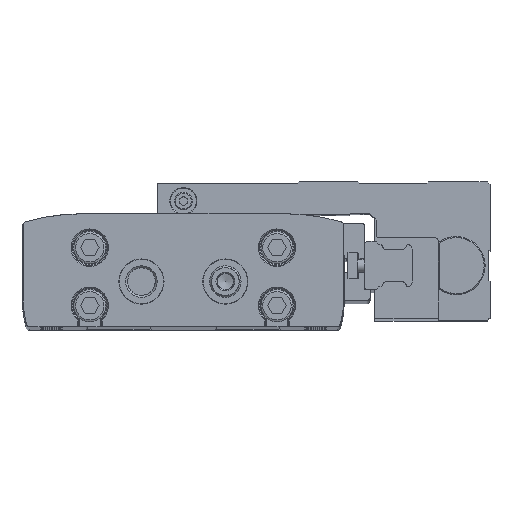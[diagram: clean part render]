
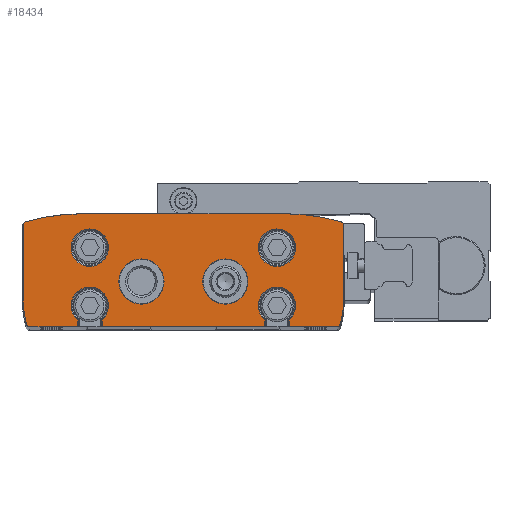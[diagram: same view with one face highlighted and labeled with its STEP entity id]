
A CAD part, top view. The second image highlights one B-rep face of the part: STEP entity #18434.
In plain terms, the highlighted planar face has unit normal (0, 0, 1).
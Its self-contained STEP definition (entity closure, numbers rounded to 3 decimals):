
#833=LINE('',#28039,#2426);
#842=LINE('',#28067,#2435);
#843=LINE('',#28075,#2436);
#852=LINE('',#28103,#2445);
#853=LINE('',#28106,#2446);
#854=LINE('',#28108,#2447);
#855=LINE('',#28114,#2448);
#856=LINE('',#28120,#2449);
#857=LINE('',#28126,#2450);
#858=LINE('',#28132,#2451);
#2426=VECTOR('',#22118,1000.);
#2435=VECTOR('',#22137,1000.);
#2436=VECTOR('',#22140,1000.);
#2445=VECTOR('',#22159,1000.);
#2446=VECTOR('',#22164,1000.);
#2447=VECTOR('',#22167,1000.);
#2448=VECTOR('',#22172,1000.);
#2449=VECTOR('',#22177,1000.);
#2450=VECTOR('',#22182,1000.);
#2451=VECTOR('',#22187,1000.);
#4112=ORIENTED_EDGE('',*,*,#9279,.F.);
#4113=ORIENTED_EDGE('',*,*,#9264,.T.);
#4114=ORIENTED_EDGE('',*,*,#9280,.T.);
#4115=ORIENTED_EDGE('',*,*,#9266,.F.);
#4116=ORIENTED_EDGE('',*,*,#9281,.F.);
#4117=ORIENTED_EDGE('',*,*,#9278,.T.);
#4118=ORIENTED_EDGE('',*,*,#9282,.T.);
#4119=ORIENTED_EDGE('',*,*,#9283,.T.);
#4120=ORIENTED_EDGE('',*,*,#9284,.T.);
#4121=ORIENTED_EDGE('',*,*,#9285,.T.);
#4122=ORIENTED_EDGE('',*,*,#9286,.T.);
#4123=ORIENTED_EDGE('',*,*,#9287,.T.);
#4124=ORIENTED_EDGE('',*,*,#9288,.T.);
#4125=ORIENTED_EDGE('',*,*,#9289,.T.);
#4126=ORIENTED_EDGE('',*,*,#9290,.T.);
#4127=ORIENTED_EDGE('',*,*,#9291,.T.);
#4128=ORIENTED_EDGE('',*,*,#9292,.T.);
#4129=ORIENTED_EDGE('',*,*,#9293,.T.);
#4130=ORIENTED_EDGE('',*,*,#9294,.T.);
#4131=ORIENTED_EDGE('',*,*,#9252,.F.);
#4132=ORIENTED_EDGE('',*,*,#9295,.F.);
#4133=ORIENTED_EDGE('',*,*,#9296,.F.);
#4134=ORIENTED_EDGE('',*,*,#9297,.F.);
#4135=ORIENTED_EDGE('',*,*,#9298,.F.);
#9252=EDGE_CURVE('',#11835,#11837,#833,.T.);
#9264=EDGE_CURVE('',#11845,#11846,#842,.T.);
#9266=EDGE_CURVE('',#11847,#11849,#843,.T.);
#9278=EDGE_CURVE('',#11857,#11858,#852,.T.);
#9279=EDGE_CURVE('',#11845,#11835,#13638,.T.);
#9280=EDGE_CURVE('',#11846,#11849,#853,.T.);
#9281=EDGE_CURVE('',#11857,#11847,#13639,.T.);
#9282=EDGE_CURVE('',#11858,#11859,#854,.T.);
#9283=EDGE_CURVE('',#11859,#11860,#13640,.T.);
#9284=EDGE_CURVE('',#11860,#11861,#13641,.T.);
#9285=EDGE_CURVE('',#11861,#11862,#855,.T.);
#9286=EDGE_CURVE('',#11862,#11863,#13642,.T.);
#9287=EDGE_CURVE('',#11863,#11864,#13643,.T.);
#9288=EDGE_CURVE('',#11864,#11865,#856,.T.);
#9289=EDGE_CURVE('',#11865,#11866,#13644,.T.);
#9290=EDGE_CURVE('',#11866,#11867,#13645,.T.);
#9291=EDGE_CURVE('',#11867,#11868,#857,.T.);
#9292=EDGE_CURVE('',#11868,#11869,#13646,.T.);
#9293=EDGE_CURVE('',#11869,#11870,#13647,.T.);
#9294=EDGE_CURVE('',#11870,#11837,#858,.T.);
#9295=EDGE_CURVE('',#11871,#11871,#13648,.T.);
#9296=EDGE_CURVE('',#11872,#11872,#13649,.T.);
#9297=EDGE_CURVE('',#11873,#11873,#13650,.T.);
#9298=EDGE_CURVE('',#11874,#11874,#13651,.T.);
#11835=VERTEX_POINT('',#28037);
#11837=VERTEX_POINT('',#28040);
#11845=VERTEX_POINT('',#28064);
#11846=VERTEX_POINT('',#28066);
#11847=VERTEX_POINT('',#28073);
#11849=VERTEX_POINT('',#28076);
#11857=VERTEX_POINT('',#28100);
#11858=VERTEX_POINT('',#28102);
#11859=VERTEX_POINT('',#28109);
#11860=VERTEX_POINT('',#28111);
#11861=VERTEX_POINT('',#28113);
#11862=VERTEX_POINT('',#28115);
#11863=VERTEX_POINT('',#28117);
#11864=VERTEX_POINT('',#28119);
#11865=VERTEX_POINT('',#28121);
#11866=VERTEX_POINT('',#28123);
#11867=VERTEX_POINT('',#28125);
#11868=VERTEX_POINT('',#28127);
#11869=VERTEX_POINT('',#28129);
#11870=VERTEX_POINT('',#28131);
#11871=VERTEX_POINT('',#28134);
#11872=VERTEX_POINT('',#28136);
#11873=VERTEX_POINT('',#28138);
#11874=VERTEX_POINT('',#28140);
#13638=CIRCLE('',#19873,5.8);
#13639=CIRCLE('',#19874,5.8);
#13640=CIRCLE('',#19875,1.);
#13641=CIRCLE('',#19876,25.);
#13642=CIRCLE('',#19877,1.);
#13643=CIRCLE('',#19878,60.);
#13644=CIRCLE('',#19879,60.);
#13645=CIRCLE('',#19880,1.);
#13646=CIRCLE('',#19881,25.);
#13647=CIRCLE('',#19882,1.);
#13648=CIRCLE('',#19883,5.8);
#13649=CIRCLE('',#19884,5.8);
#13650=CIRCLE('',#19885,7.);
#13651=CIRCLE('',#19886,7.);
#14554=EDGE_LOOP('',(#4112,#4113,#4114,#4115,#4116,#4117,#4118,#4119,#4120,
#4121,#4122,#4123,#4124,#4125,#4126,#4127,#4128,#4129,#4130,#4131));
#14555=EDGE_LOOP('',(#4132));
#14556=EDGE_LOOP('',(#4133));
#14557=EDGE_LOOP('',(#4134));
#14558=EDGE_LOOP('',(#4135));
#16197=FACE_BOUND('',#14554,.T.);
#16198=FACE_BOUND('',#14555,.T.);
#16199=FACE_BOUND('',#14556,.T.);
#16200=FACE_BOUND('',#14557,.T.);
#16201=FACE_BOUND('',#14558,.T.);
#17839=PLANE('',#19872);
#18434=ADVANCED_FACE('',(#16197,#16198,#16199,#16200,#16201),#17839,.T.);
#19872=AXIS2_PLACEMENT_3D('',#28104,#22160,#22161);
#19873=AXIS2_PLACEMENT_3D('',#28105,#22162,#22163);
#19874=AXIS2_PLACEMENT_3D('',#28107,#22165,#22166);
#19875=AXIS2_PLACEMENT_3D('',#28110,#22168,#22169);
#19876=AXIS2_PLACEMENT_3D('',#28112,#22170,#22171);
#19877=AXIS2_PLACEMENT_3D('',#28116,#22173,#22174);
#19878=AXIS2_PLACEMENT_3D('',#28118,#22175,#22176);
#19879=AXIS2_PLACEMENT_3D('',#28122,#22178,#22179);
#19880=AXIS2_PLACEMENT_3D('',#28124,#22180,#22181);
#19881=AXIS2_PLACEMENT_3D('',#28128,#22183,#22184);
#19882=AXIS2_PLACEMENT_3D('',#28130,#22185,#22186);
#19883=AXIS2_PLACEMENT_3D('',#28133,#22188,#22189);
#19884=AXIS2_PLACEMENT_3D('',#28135,#22190,#22191);
#19885=AXIS2_PLACEMENT_3D('',#28137,#22192,#22193);
#19886=AXIS2_PLACEMENT_3D('',#28139,#22194,#22195);
#22118=DIRECTION('',(0.,-1.,0.));
#22137=DIRECTION('',(0.,-1.,0.));
#22140=DIRECTION('',(0.,-1.,0.));
#22159=DIRECTION('',(0.,-1.,0.));
#22160=DIRECTION('',(0.,0.,1.));
#22161=DIRECTION('',(1.,0.,0.));
#22162=DIRECTION('',(0.,0.,1.));
#22163=DIRECTION('',(1.,0.,0.));
#22164=DIRECTION('',(1.,0.,0.));
#22165=DIRECTION('',(0.,0.,1.));
#22166=DIRECTION('',(1.,0.,0.));
#22167=DIRECTION('',(1.,0.,0.));
#22168=DIRECTION('',(0.,0.,1.));
#22169=DIRECTION('',(1.,0.,0.));
#22170=DIRECTION('',(0.,0.,1.));
#22171=DIRECTION('',(1.,0.,0.));
#22172=DIRECTION('',(0.,1.,0.));
#22173=DIRECTION('',(0.,0.,1.));
#22174=DIRECTION('',(1.,0.,0.));
#22175=DIRECTION('',(0.,0.,1.));
#22176=DIRECTION('',(1.,0.,0.));
#22177=DIRECTION('',(-1.,0.,0.));
#22178=DIRECTION('',(0.,0.,1.));
#22179=DIRECTION('',(1.,0.,0.));
#22180=DIRECTION('',(0.,0.,1.));
#22181=DIRECTION('',(1.,0.,0.));
#22182=DIRECTION('',(0.,-1.,0.));
#22183=DIRECTION('',(0.,0.,1.));
#22184=DIRECTION('',(1.,0.,0.));
#22185=DIRECTION('',(0.,0.,1.));
#22186=DIRECTION('',(1.,0.,0.));
#22187=DIRECTION('',(1.,0.,0.));
#22188=DIRECTION('',(0.,0.,1.));
#22189=DIRECTION('',(1.,0.,0.));
#22190=DIRECTION('',(0.,0.,1.));
#22191=DIRECTION('',(1.,0.,0.));
#22192=DIRECTION('',(0.,0.,1.));
#22193=DIRECTION('',(1.,0.,0.));
#22194=DIRECTION('',(0.,0.,1.));
#22195=DIRECTION('',(1.,0.,0.));
#28037=CARTESIAN_POINT('',(-32.8,2.118,315.));
#28039=CARTESIAN_POINT('',(-32.8,6.5,315.));
#28040=CARTESIAN_POINT('',(-32.8,0.,315.));
#28064=CARTESIAN_POINT('',(-25.2,2.118,315.));
#28066=CARTESIAN_POINT('',(-25.2,0.,315.));
#28067=CARTESIAN_POINT('',(-25.2,6.5,315.));
#28073=CARTESIAN_POINT('',(25.2,2.118,315.));
#28075=CARTESIAN_POINT('',(25.2,6.5,315.));
#28076=CARTESIAN_POINT('',(25.2,0.,315.));
#28100=CARTESIAN_POINT('',(32.8,2.118,315.));
#28102=CARTESIAN_POINT('',(32.8,0.,315.));
#28103=CARTESIAN_POINT('',(32.8,6.5,315.));
#28104=CARTESIAN_POINT('',(-24.6,8.,315.));
#28105=CARTESIAN_POINT('',(-29.,6.5,315.));
#28106=CARTESIAN_POINT('',(-47.556,0.,315.));
#28107=CARTESIAN_POINT('',(29.,6.5,315.));
#28108=CARTESIAN_POINT('',(-47.556,0.,315.));
#28109=CARTESIAN_POINT('',(47.556,0.,315.));
#28110=CARTESIAN_POINT('',(47.556,1.,315.));
#28111=CARTESIAN_POINT('',(48.513,0.708,315.));
#28112=CARTESIAN_POINT('',(24.6,8.,315.));
#28113=CARTESIAN_POINT('',(49.6,8.,315.));
#28114=CARTESIAN_POINT('',(49.6,8.,315.));
#28115=CARTESIAN_POINT('',(49.6,31.498,315.));
#28116=CARTESIAN_POINT('',(48.6,31.498,315.));
#28117=CARTESIAN_POINT('',(48.888,32.455,315.));
#28118=CARTESIAN_POINT('',(31.6,-25.,315.));
#28119=CARTESIAN_POINT('',(31.6,35.,315.));
#28120=CARTESIAN_POINT('',(31.6,35.,315.));
#28121=CARTESIAN_POINT('',(-31.6,35.,315.));
#28122=CARTESIAN_POINT('',(-31.6,-25.,315.));
#28123=CARTESIAN_POINT('',(-48.888,32.455,315.));
#28124=CARTESIAN_POINT('',(-48.6,31.498,315.));
#28125=CARTESIAN_POINT('',(-49.6,31.498,315.));
#28126=CARTESIAN_POINT('',(-49.6,31.498,315.));
#28127=CARTESIAN_POINT('',(-49.6,8.,315.));
#28128=CARTESIAN_POINT('',(-24.6,8.,315.));
#28129=CARTESIAN_POINT('',(-48.513,0.708,315.));
#28130=CARTESIAN_POINT('',(-47.556,1.,315.));
#28131=CARTESIAN_POINT('',(-47.556,0.,315.));
#28132=CARTESIAN_POINT('',(-47.556,0.,315.));
#28133=CARTESIAN_POINT('',(-29.,24.5,315.));
#28134=CARTESIAN_POINT('',(-23.2,24.5,315.));
#28135=CARTESIAN_POINT('',(29.,24.5,315.));
#28136=CARTESIAN_POINT('',(34.8,24.5,315.));
#28137=CARTESIAN_POINT('',(-13.,14.,315.));
#28138=CARTESIAN_POINT('',(-6.,14.,315.));
#28139=CARTESIAN_POINT('',(13.,14.,315.));
#28140=CARTESIAN_POINT('',(20.,14.,315.));
